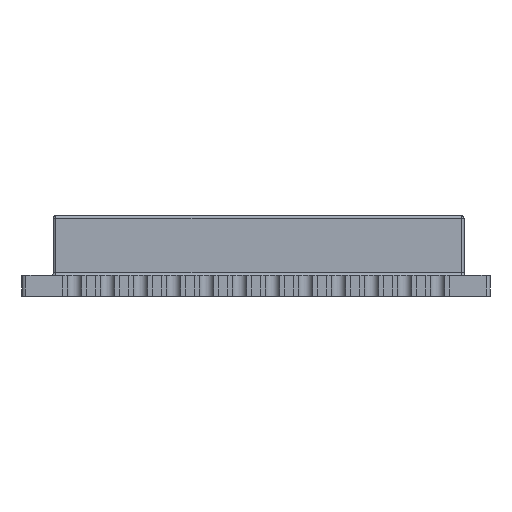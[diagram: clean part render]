
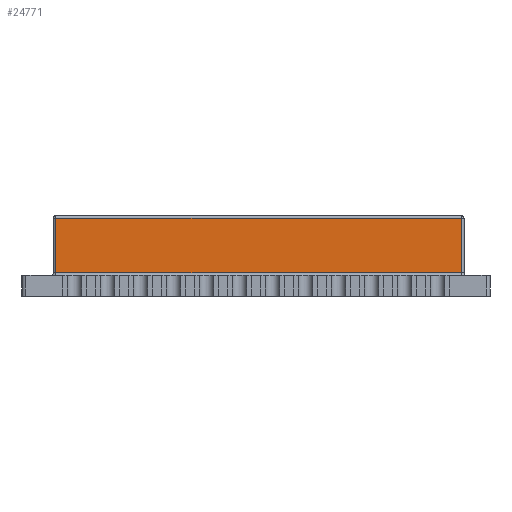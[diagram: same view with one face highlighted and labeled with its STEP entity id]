
A CAD part, front view. The second image highlights one B-rep face of the part: STEP entity #24771.
In plain terms, the highlighted planar face has unit normal (0, -1, 0).
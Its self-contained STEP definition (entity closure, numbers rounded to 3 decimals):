
#24771=ADVANCED_FACE('NONE',(#24772),#24806,.F.);
#24772=FACE_BOUND('NONE',#24773,.T.);
#24773=EDGE_LOOP('',(#24774,#24784,#24792,#24800));
#24774=ORIENTED_EDGE('',*,*,#24775,.T.);
#24775=EDGE_CURVE('NONE',#24776,#24778,#24780,.T.);
#24776=VERTEX_POINT('NONE',#24777);
#24777=CARTESIAN_POINT('',(-7.7,-11.7,3.0));
#24778=VERTEX_POINT('NONE',#24779);
#24779=CARTESIAN_POINT('',(-7.7,-11.7,0.9));
#24780=LINE('',#24781,#24782);
#24781=CARTESIAN_POINT('',(-7.7,-11.7,3.1));
#24782=VECTOR('',#24783,1.0);
#24783=DIRECTION('',(0.0,0.0,-1.0));
#24784=ORIENTED_EDGE('',*,*,#24785,.T.);
#24785=EDGE_CURVE('NONE',#24778,#24786,#24788,.T.);
#24786=VERTEX_POINT('NONE',#24787);
#24787=CARTESIAN_POINT('',(7.9,-11.7,0.9));
#24788=LINE('',#24789,#24790);
#24789=CARTESIAN_POINT('',(-7.8,-11.7,0.9));
#24790=VECTOR('',#24791,1.0);
#24791=DIRECTION('',(1.0,0.0,0.0));
#24792=ORIENTED_EDGE('',*,*,#24793,.T.);
#24793=EDGE_CURVE('NONE',#24786,#24794,#24796,.T.);
#24794=VERTEX_POINT('NONE',#24795);
#24795=CARTESIAN_POINT('',(7.9,-11.7,3.0));
#24796=LINE('',#24797,#24798);
#24797=CARTESIAN_POINT('',(7.9,-11.7,3.1));
#24798=VECTOR('',#24799,1.0);
#24799=DIRECTION('',(0.0,0.0,1.0));
#24800=ORIENTED_EDGE('',*,*,#24801,.T.);
#24801=EDGE_CURVE('NONE',#24794,#24776,#24802,.T.);
#24802=LINE('',#24803,#24804);
#24803=CARTESIAN_POINT('',(-7.8,-11.7,3.0));
#24804=VECTOR('',#24805,1.0);
#24805=DIRECTION('',(-1.0,0.0,0.0));
#24806=PLANE('',#24807);
#24807=AXIS2_PLACEMENT_3D('',#24808,#24809,#24810);
#24808=CARTESIAN_POINT('',(-7.8,-11.7,3.1));
#24809=DIRECTION('',(0.0,1.0,0.0));
#24810=DIRECTION('',(0.0,0.0,1.0));
